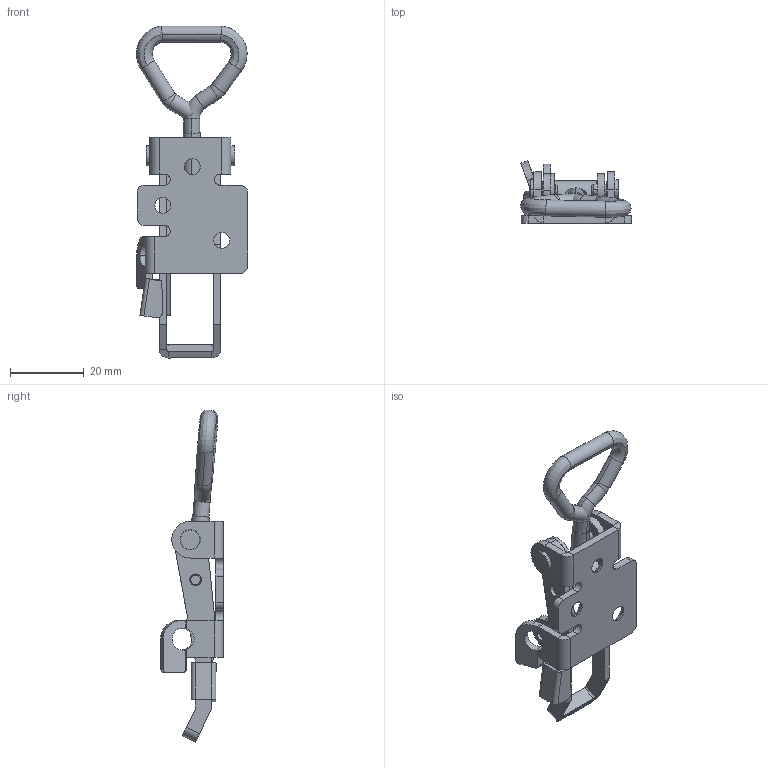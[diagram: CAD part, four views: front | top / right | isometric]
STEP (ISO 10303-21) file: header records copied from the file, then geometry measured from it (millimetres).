
FILE_DESCRIPTION (( 'STEP AP214' ), '1' );
FILE_NAME ('520161 - 701 LC ZP Safety catch Friction screw.STEP', '2017-02-01T08:34:19', ( '' ), ( '' ), 'SwSTEP 2.0', 'SolidWorks 2015', '' );
FILE_SCHEMA (( 'AUTOMOTIVE_DESIGN' ));
Length unit declared in the file: millimetre
Products named in the file (9): 701 - S鄢erhetssp酺r; 701 - Skruvögla; 701 - Mid Cylinder with Friction ring; 701 - Friction ring; 701 - Mid Cylinder Friction; 701 - Ansatsnit; 701 - Bygel L廛鐷la; 701 - LC Safety; 520161 - 701 LC ZP Safety catch Friction screw
Assembly tree (9 placements, depth 3):
  520161 - 701 LC ZP Safety catch Friction screw
    701 - LC Safety
    701 - Bygel L廛鐷la
    701 - Ansatsnit  x2
    701 - Mid Cylinder with Friction ring
      701 - Mid Cylinder Friction
      701 - Friction ring
    701 - Skruvögla
    701 - S鄢erhetssp酺r
Bounding box: 30.17 x 17.02 x 90.16 mm (x, y, z)
Volume: 6659.4 mm3; surface area: 8673.7 mm2
Topology: 8 solids, 8 shells, 253 faces, 592 edges, 359 vertices
Faces by surface type: plane 112, cylinder 105, cone 16, bspline 10, torus 10
Entity records: 7919 total; most frequent: CARTESIAN_POINT 1910, DIRECTION 1247, ORIENTED_EDGE 1132, EDGE_CURVE 566, AXIS2_PLACEMENT_3D 465, VERTEX_POINT 343, LINE 317, VECTOR 317
